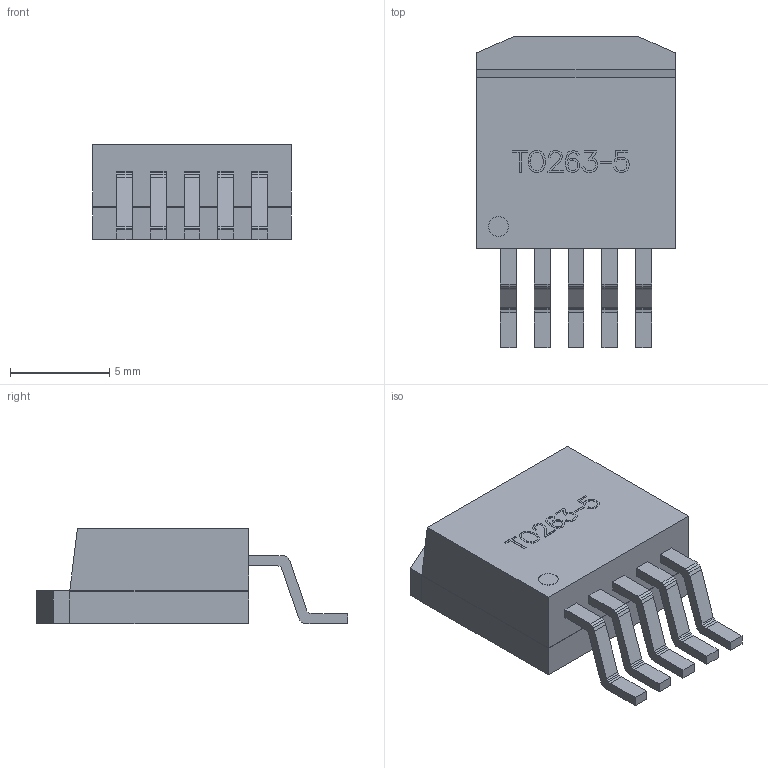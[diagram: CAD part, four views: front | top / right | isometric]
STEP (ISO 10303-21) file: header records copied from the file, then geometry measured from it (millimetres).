
FILE_DESCRIPTION (( 'STEP AP214' ), '1' );
FILE_NAME ('User Library-TO263-5.STEP', '2019-02-01T06:01:46', ( '' ), ( '' ), 'SwSTEP 2.0', 'SolidWorks 2019', '' );
FILE_SCHEMA (( 'AUTOMOTIVE_DESIGN' ));
Length unit declared in the file: millimetre
Products named in the file (51): User Library-TO263-5_Extruded15; User Library-TO263-5_Free-Models9; User Library-TO263-5_Extruded11; User Library-TO263-5_450155473; User Library-TO263-5_453494353; User Library-TO263-5_Free-Models6; User Library-TO263-5_Cylinder1; User Library-TO263-5_PIN1; User Library-TO263-5_450156497; User Library-TO263-5_Free-Models5; User Library-TO263-5_453494225; User Library-TO263-5_Extruded16; User Library-TO263-5_Board9; User Library-TO263-5_453496145; User Library-TO263-5_Extruded21; User Library-TO263-5_Board7; User Library-TO263-5_BODY5; User Library-TO263-5_450155089; User Library-TO263-5_450155217; User Library-TO263-5_Extruded12; User Library-TO263-5_450154833; User Library-TO263-5_Extruded14; User Library-TO263-5_Free-Models8; User Library-TO263-5_450154961; User Library-TO263-5_BODY4; User Library-TO263-5; User Library-TO263-5_Extruded20; User Library-TO263-5_Board8; User Library-TO263-5_Board6; User Library-TO263-5_453496017; User Library-TO263-5_449923505; User Library-TO263-5_Extruded19; User Library-TO263-5_450155345; User Library-TO263-5_Extruded17; User Library-TO263-5_Board5; User Library-TO263-5_Extruded13; User Library-TO263-5_Extruded18; User Library-TO263-5_BODY3; User Library-TO263-5_Free-Models7
Assembly tree (58 placements, depth 8):
  User Library-TO263-5
    User Library-TO263-5_Free-Models5
      User Library-TO263-5_450156497
        User Library-TO263-5_Extruded17
      User Library-TO263-5_450155473
        User Library-TO263-5_Extruded21
      User Library-TO263-5_450155217
        User Library-TO263-5_Extruded19
      User Library-TO263-5_450155089
        User Library-TO263-5_Extruded16
      User Library-TO263-5_450154961
        User Library-TO263-5_Extruded11
      User Library-TO263-5_450154833
        User Library-TO263-5_Extruded15
      User Library-TO263-5_449923505
        User Library-TO263-5_Cylinder1
      User Library-TO263-5_BODY3
        User Library-TO263-5_Free-Models6
          User Library-TO263-5_BODY4
            User Library-TO263-5_Free-Models7
              User Library-TO263-5_453496017
                User Library-TO263-5_Extruded18
            User Library-TO263-5_Board5
          User Library-TO263-5_BODY5
            User Library-TO263-5_Free-Models8
              User Library-TO263-5_453494225
                User Library-TO263-5_Extruded14
              User Library-TO263-5_453494353
                User Library-TO263-5_Extruded20
            User Library-TO263-5_Board9
        User Library-TO263-5_Board8
      User Library-TO263-5_450155345
        User Library-TO263-5_Extruded12
      User Library-TO263-5_PIN1
        User Library-TO263-5_Free-Models9
          User Library-TO263-5_453496145
            User Library-TO263-5_Extruded13
        User Library-TO263-5_Board7
      User Library-TO263-5_PIN1
        User Library-TO263-5_Free-Models9
          User Library-TO263-5_453496145
            User Library-TO263-5_Extruded13
        User Library-TO263-5_Board7
      User Library-TO263-5_PIN1
        User Library-TO263-5_Free-Models9
          User Library-TO263-5_453496145
            User Library-TO263-5_Extruded13
        User Library-TO263-5_Board7
      User Library-TO263-5_PIN1
        User Library-TO263-5_Free-Models9
          User Library-TO263-5_453496145
            User Library-TO263-5_Extruded13
        User Library-TO263-5_Board7
      User Library-TO263-5_PIN1
        User Library-TO263-5_Free-Models9
          User Library-TO263-5_453496145
            User Library-TO263-5_Extruded13
        User Library-TO263-5_Board7
    User Library-TO263-5_Board6
Bounding box: 10 x 15.67 x 4.8 mm (x, y, z)
Volume: 465.2 mm3; surface area: 739.3 mm2
Topology: 23 solids, 27 shells, 408 faces, 1072 edges, 716 vertices
Faces by surface type: plane 406, cylinder 2
Entity records: 10546 total; most frequent: CARTESIAN_POINT 1675, DIRECTION 1550, ORIENTED_EDGE 1536, EDGE_CURVE 772, LINE 768, VECTOR 768, VERTEX_POINT 516, AXIS2_PLACEMENT_3D 391
